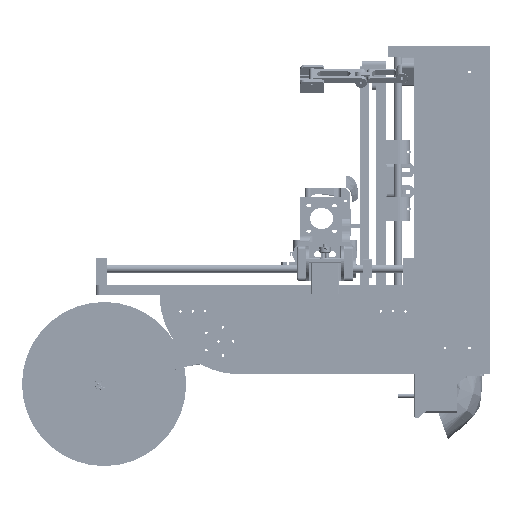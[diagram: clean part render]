
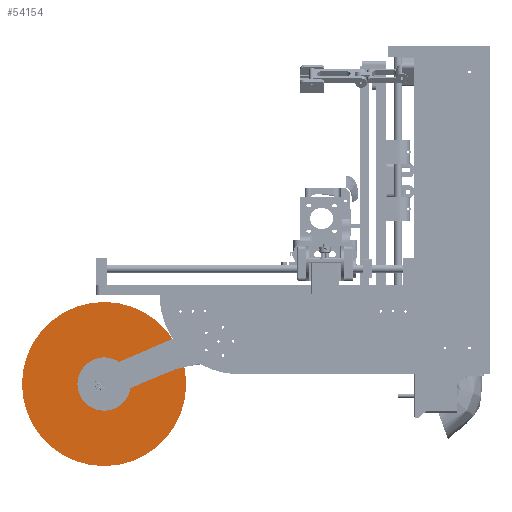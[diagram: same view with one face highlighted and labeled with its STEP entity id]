
A CAD part, left-side view. The second image highlights one B-rep face of the part: STEP entity #54154.
In plain terms, the highlighted face is planar.
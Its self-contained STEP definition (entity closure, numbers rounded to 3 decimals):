
#2877=FACE_BOUND('',#8483,.T.);
#3934=PLANE('',#58025);
#5538=FACE_OUTER_BOUND('',#8482,.T.);
#8482=EDGE_LOOP('',(#39792));
#8483=EDGE_LOOP('',(#39793));
#21310=CIRCLE('',#58012,26.5);
#21316=CIRCLE('',#58023,100.);
#24529=VERTEX_POINT('',#89859);
#24535=VERTEX_POINT('',#89879);
#30759=EDGE_CURVE('',#24529,#24529,#21310,.T.);
#30768=EDGE_CURVE('',#24535,#24535,#21316,.T.);
#39792=ORIENTED_EDGE('',*,*,#30768,.F.);
#39793=ORIENTED_EDGE('',*,*,#30759,.T.);
#54154=ADVANCED_FACE('',(#5538,#2877),#3934,.F.);
#58012=AXIS2_PLACEMENT_3D('',#89861,#64611,#64612);
#58023=AXIS2_PLACEMENT_3D('',#89881,#64636,#64637);
#58025=AXIS2_PLACEMENT_3D('',#89883,#64640,#64641);
#64611=DIRECTION('center_axis',(0.,1.,0.));
#64612=DIRECTION('ref_axis',(-1.,0.,0.));
#64636=DIRECTION('center_axis',(0.,1.,0.));
#64637=DIRECTION('ref_axis',(1.,0.,0.));
#64640=DIRECTION('center_axis',(0.,1.,0.));
#64641=DIRECTION('ref_axis',(1.,0.,0.));
#89859=CARTESIAN_POINT('',(26.5,0.,0.));
#89861=CARTESIAN_POINT('Origin',(0.,0.,0.));
#89879=CARTESIAN_POINT('',(-100.,0.,0.));
#89881=CARTESIAN_POINT('Origin',(0.,0.,0.));
#89883=CARTESIAN_POINT('Origin',(0.,0.,0.));
